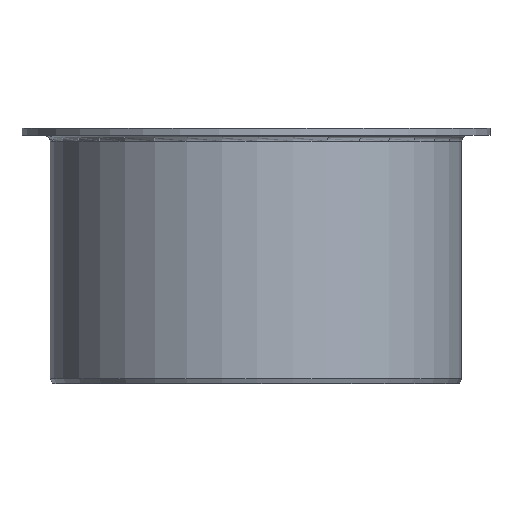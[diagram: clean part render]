
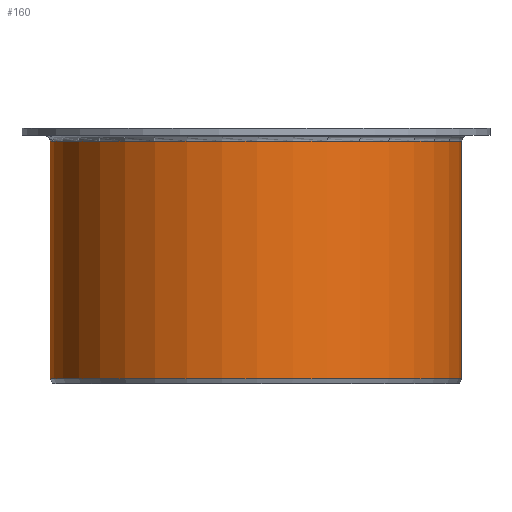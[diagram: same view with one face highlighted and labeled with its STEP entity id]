
A CAD part, front view. The second image highlights one B-rep face of the part: STEP entity #160.
In plain terms, the highlighted cylindrical face has radius 72.5 mm (diameter 145 mm), a partial arc.
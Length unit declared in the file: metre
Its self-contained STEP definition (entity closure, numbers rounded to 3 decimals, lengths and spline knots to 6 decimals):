
#160=ADVANCED_FACE('',(#181),#182,.T.);
#181=FACE_OUTER_BOUND('',#206,.T.);
#182=CYLINDRICAL_SURFACE('',#207,0.0725);
#206=EDGE_LOOP('',(#271,#272,#273,#274));
#207=AXIS2_PLACEMENT_3D('',#275,#276,#277);
#271=ORIENTED_EDGE('',*,*,#330,.T.);
#272=ORIENTED_EDGE('',*,*,#336,.T.);
#273=ORIENTED_EDGE('',*,*,#337,.F.);
#274=ORIENTED_EDGE('',*,*,#317,.F.);
#275=CARTESIAN_POINT('',(0.0,0.0,0.0));
#276=DIRECTION('',(0.0,0.,-1.0));
#277=DIRECTION('',(0.0,1.0,0.));
#317=EDGE_CURVE('',#351,#353,#354,.T.);
#330=EDGE_CURVE('',#351,#374,#376,.T.);
#336=EDGE_CURVE('',#374,#384,#385,.T.);
#337=EDGE_CURVE('',#353,#384,#386,.T.);
#351=VERTEX_POINT('',#421);
#353=VERTEX_POINT('',#438);
#354=LINE('',#439,#440);
#374=VERTEX_POINT('',#488);
#376=CIRCLE('',#505,0.0725);
#384=VERTEX_POINT('',#516);
#385=LINE('',#517,#518);
#386=CIRCLE('',#519,0.0725);
#421=CARTESIAN_POINT('',(0.072495,-0.000881,0.0855));
#438=CARTESIAN_POINT('',(0.072495,-0.000881,0.0018));
#439=CARTESIAN_POINT('',(0.072495,-0.000881,0.));
#440=VECTOR('',#533,1.0);
#488=CARTESIAN_POINT('',(0.072495,0.000881,0.0855));
#505=AXIS2_PLACEMENT_3D('',#551,#552,#553);
#516=CARTESIAN_POINT('',(0.072495,0.000881,0.0018));
#517=CARTESIAN_POINT('',(0.072495,0.000881,0.));
#518=VECTOR('',#563,1.0);
#519=AXIS2_PLACEMENT_3D('',#564,#565,#566);
#533=DIRECTION('',(0.0,0.,-1.0));
#551=CARTESIAN_POINT('',(0.0,0.,0.0855));
#552=DIRECTION('',(0.0,0.,-1.0));
#553=DIRECTION('',(0.0,1.0,0.));
#563=DIRECTION('',(0.0,0.,-1.0));
#564=CARTESIAN_POINT('',(0.0,0.0,0.0018));
#565=DIRECTION('',(0.0,0.,-1.0));
#566=DIRECTION('',(0.0,1.0,0.));
